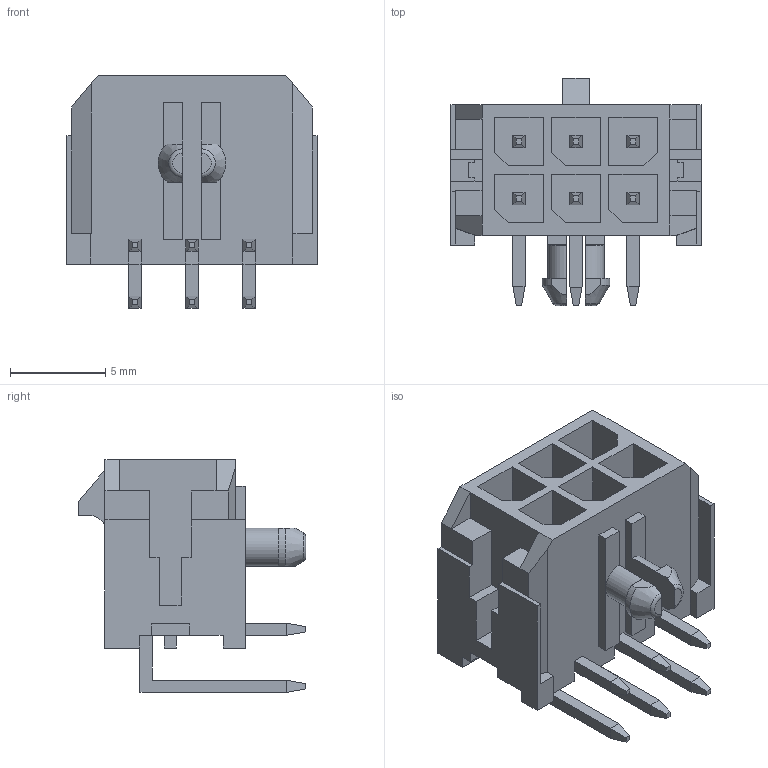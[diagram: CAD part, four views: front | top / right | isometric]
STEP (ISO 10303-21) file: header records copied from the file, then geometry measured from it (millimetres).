
FILE_DESCRIPTION((''),'2;1');
FILE_NAME('430450601','2020-04-16T',('gga'),(''),'PRO/ENGINEER BY PARAMETRIC TECHNOLOGY CORPORATION, 2016010','PRO/ENGINEER BY PARAMETRIC TECHNOLOGY CORPORATION, 2016010','');
FILE_SCHEMA(('CONFIG_CONTROL_DESIGN'));
Length unit declared in the file: millimetre
Products named in the file (1): 430450601
Bounding box: 13.15 x 11.95 x 12.24 mm (x, y, z)
Volume: 573.1 mm3; surface area: 1278.8 mm2
Topology: 1 solids, 1 shells, 333 faces, 872 edges, 559 vertices
Faces by surface type: plane 324, cylinder 5, cone 2, torus 2
Entity records: 9977 total; most frequent: CARTESIAN_POINT 1779, ORIENTED_EDGE 1706, DIRECTION 1572, EDGE_CURVE 853, VECTOR 832, LINE 832, VERTEX_POINT 537, AXIS2_PLACEMENT_3D 370
